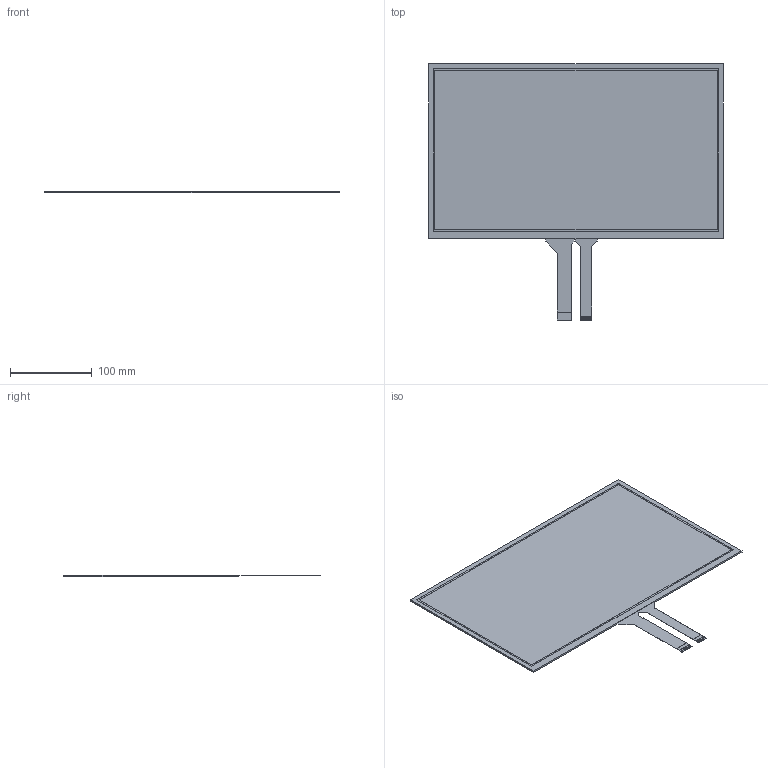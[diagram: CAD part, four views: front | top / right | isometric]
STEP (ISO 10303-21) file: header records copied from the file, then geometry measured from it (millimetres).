
FILE_DESCRIPTION(/* description */ (''),/* implementation_level */ '2;1');
FILE_NAME(/* name */ 'MTR-G156WB100B.stp',/* time_stamp */ '2023-06-05T13:44:18+09:00',/* author */ ('n-hirata'),/* organization */ (''),/* preprocessor_version */ 'ST-DEVELOPER v18.1',/* originating_system */ 'Autodesk Inventor 2020',/* authorisation */ '');
FILE_SCHEMA (('CONFIG_CONTROL_DESIGN'));
Length unit declared in the file: millimetre
Products named in the file (1): MTR-G156WB100B
Bounding box: 361.4 x 314.4 x 2.2 mm (x, y, z)
Volume: 162911.4 mm3; surface area: 164395.2 mm2
Topology: 1 solids, 1 shells, 294 faces, 898 edges, 644 vertices
Faces by surface type: plane 282, cylinder 12
Entity records: 9784 total; most frequent: CARTESIAN_POINT 1803, ORIENTED_EDGE 1728, DIRECTION 1478, EDGE_CURVE 864, LINE 840, VECTOR 840, VERTEX_POINT 576, AXIS2_PLACEMENT_3D 319
